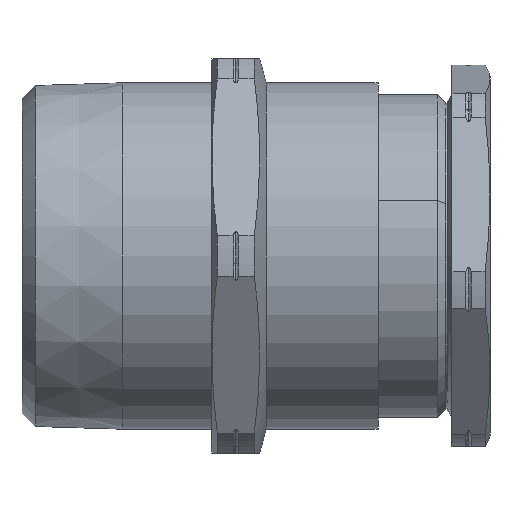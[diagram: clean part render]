
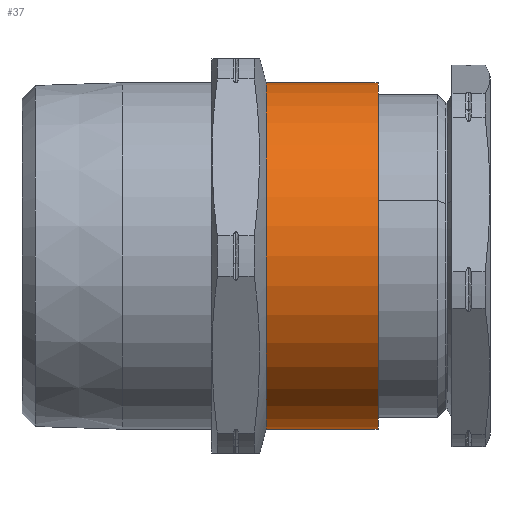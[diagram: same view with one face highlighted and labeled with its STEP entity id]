
A CAD part, front view. The second image highlights one B-rep face of the part: STEP entity #37.
In plain terms, the highlighted cylindrical face has radius 24.15 mm (diameter 48.3 mm), a partial arc.
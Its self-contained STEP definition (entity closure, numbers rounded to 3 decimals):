
#37 = ADVANCED_FACE ( 'NONE', ( #2628 ), #1486, .T. ) ;
#269 = CARTESIAN_POINT ( 'NONE',  ( 49.6, 0., -24.15 ) ) ;
#308 = CARTESIAN_POINT ( 'NONE',  ( 34., 0., 0. ) ) ;
#584 = DIRECTION ( 'NONE',  ( 0., 0., -1. ) ) ;
#681 = LINE ( 'NONE', #3271, #2408 ) ;
#749 = DIRECTION ( 'NONE',  ( 1., 0., 0. ) ) ;
#795 = EDGE_CURVE ( 'NONE', #3451, #2874, #2372, .T. ) ;
#1084 = ORIENTED_EDGE ( 'NONE', *, *, #795, .T. ) ;
#1205 = ORIENTED_EDGE ( 'NONE', *, *, #1395, .F. ) ;
#1395 = EDGE_CURVE ( 'NONE', #2455, #1863, #681, .T. ) ;
#1437 = CIRCLE ( 'NONE', #2217, 24.15 ) ;
#1486 = CYLINDRICAL_SURFACE ( 'NONE', #3247, 24.15 ) ;
#1506 = AXIS2_PLACEMENT_3D ( 'NONE', #308, #1698, #1671 ) ;
#1671 = DIRECTION ( 'NONE',  ( 0., 0., -1. ) ) ;
#1698 = DIRECTION ( 'NONE',  ( 1., 0., 0. ) ) ;
#1707 = CARTESIAN_POINT ( 'NONE',  ( 34., 0., -24.15 ) ) ;
#1739 = CIRCLE ( 'NONE', #1506, 24.15 ) ;
#1799 = ORIENTED_EDGE ( 'NONE', *, *, #2012, .T. ) ;
#1819 = DIRECTION ( 'NONE',  ( 0., 0., -1. ) ) ;
#1842 = VECTOR ( 'NONE', #3554, 1000. ) ;
#1863 = VERTEX_POINT ( 'NONE', #3533 ) ;
#2012 = EDGE_CURVE ( 'NONE', #2455, #3451, #1739, .T. ) ;
#2180 = EDGE_CURVE ( 'NONE', #1863, #2874, #1437, .T. ) ;
#2217 = AXIS2_PLACEMENT_3D ( 'NONE', #2348, #749, #1819 ) ;
#2229 = CARTESIAN_POINT ( 'NONE',  ( 34., 0., 24.15 ) ) ;
#2348 = CARTESIAN_POINT ( 'NONE',  ( 49.6, 0., 0. ) ) ;
#2372 = LINE ( 'NONE', #3226, #1842 ) ;
#2408 = VECTOR ( 'NONE', #2996, 1000. ) ;
#2455 = VERTEX_POINT ( 'NONE', #2229 ) ;
#2493 = ORIENTED_EDGE ( 'NONE', *, *, #2180, .F. ) ;
#2628 = FACE_OUTER_BOUND ( 'NONE', #2933, .T. ) ;
#2874 = VERTEX_POINT ( 'NONE', #269 ) ;
#2933 = EDGE_LOOP ( 'NONE', ( #1205, #1799, #1084, #2493 ) ) ;
#2996 = DIRECTION ( 'NONE',  ( 1., 0., 0. ) ) ;
#3052 = CARTESIAN_POINT ( 'NONE',  ( 49.6, 0., 0. ) ) ;
#3226 = CARTESIAN_POINT ( 'NONE',  ( 49.6, 0., -24.15 ) ) ;
#3247 = AXIS2_PLACEMENT_3D ( 'NONE', #3052, #3307, #584 ) ;
#3271 = CARTESIAN_POINT ( 'NONE',  ( 49.6, 0., 24.15 ) ) ;
#3307 = DIRECTION ( 'NONE',  ( 1., 0., 0. ) ) ;
#3451 = VERTEX_POINT ( 'NONE', #1707 ) ;
#3533 = CARTESIAN_POINT ( 'NONE',  ( 49.6, 0., 24.15 ) ) ;
#3554 = DIRECTION ( 'NONE',  ( 1., 0., 0. ) ) ;
